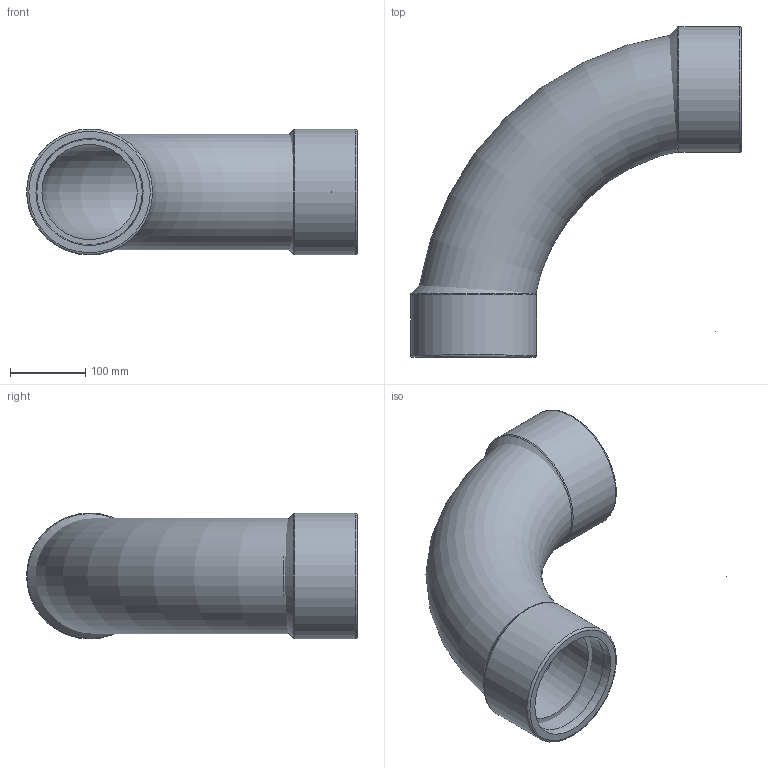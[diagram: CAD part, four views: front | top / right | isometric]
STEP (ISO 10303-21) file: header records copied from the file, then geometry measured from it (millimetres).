
FILE_DESCRIPTION(('STEP AP214'),'1');
FILE_NAME('SIV140.stp','2015-07-31T09:25:09',(' '),(' '),'Spatial InterOp 3D',' ',' ');
FILE_SCHEMA(('automotive_design'));
Length unit declared in the file: millimetre
Products named in the file (6): SIV140; Part1; Part2; Part3; Part4
Assembly tree (5 placements, depth 2):
  SIV140
    Part1
    Part2
    Part3
    Part4
     
Bounding box: 439.7 x 439.7 x 167.4 mm (x, y, z)
Volume: 4197595.6 mm3; surface area: 660945.5 mm2
Topology: 4 solids, 4 shells, 24 faces, 60 edges, 44 vertices
Faces by surface type: plane 10, torus 8, cylinder 4, cone 2
Full cylindrical faces by diameter (mm): 140 x2, 167.4 x2
Entity records: 955 total; most frequent: DIRECTION 132, CARTESIAN_POINT 102, ORIENTED_EDGE 60, AXIS2_PLACEMENT_3D 56, EDGE_LOOP 42, FACE_OUTER_BOUND 36, EDGE_CURVE 30, CIRCLE 26
